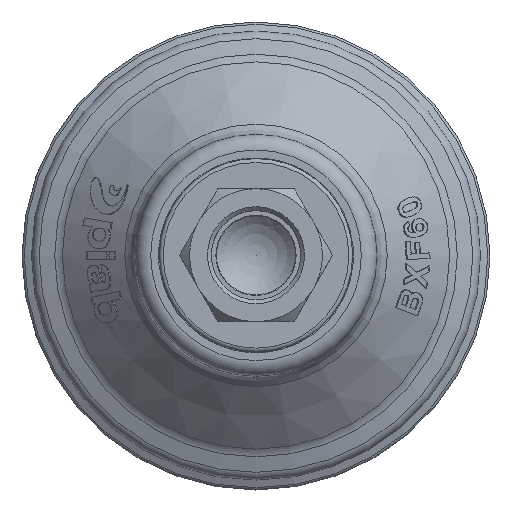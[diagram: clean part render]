
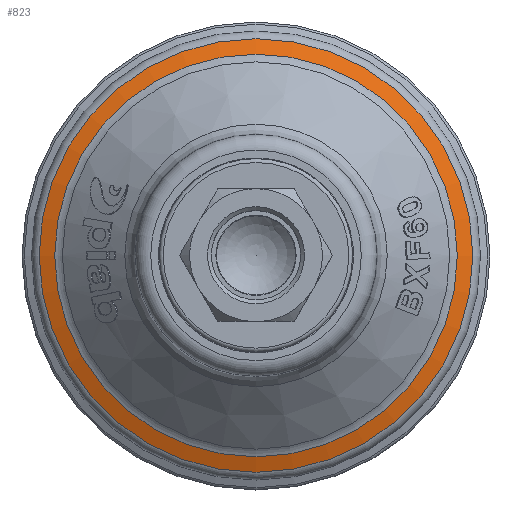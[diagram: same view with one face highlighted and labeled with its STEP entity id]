
A CAD part, top view. The second image highlights one B-rep face of the part: STEP entity #823.
In plain terms, the highlighted conical face has half-angle 70 degrees and reference radius 25.263 mm.
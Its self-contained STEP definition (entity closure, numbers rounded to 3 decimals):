
#823 = ADVANCED_FACE( '', ( #1872, #1873 ), #1874, .T. );
#1872 = FACE_BOUND( '', #5022, .T. );
#1873 = FACE_OUTER_BOUND( '', #5023, .T. );
#1874 = CONICAL_SURFACE( '', #5024, 25.263, 1.222 );
#5022 = EDGE_LOOP( '', ( #9732 ) );
#5023 = EDGE_LOOP( '', ( #9733 ) );
#5024 = AXIS2_PLACEMENT_3D( '', #9734, #9735, #9736 );
#9732 = ORIENTED_EDGE( '', *, *, #12152, .T. );
#9733 = ORIENTED_EDGE( '', *, *, #12153, .T. );
#9734 = CARTESIAN_POINT( '', ( 0., 0., 36.246 ) );
#9735 = DIRECTION( '', ( 0., 0., -1. ) );
#9736 = DIRECTION( '', ( -1., 0., 0. ) );
#12152 = EDGE_CURVE( '', #13888, #13888, #13889, .F. );
#12153 = EDGE_CURVE( '', #13890, #13890, #13891, .T. );
#13888 = VERTEX_POINT( '', #18030 );
#13889 = CIRCLE( '', #18031, 25.811 );
#13890 = VERTEX_POINT( '', #18032 );
#13891 = CIRCLE( '', #18033, 27.801 );
#18030 = CARTESIAN_POINT( '', ( 25.811, 0., 36.047 ) );
#18031 = AXIS2_PLACEMENT_3D( '', #20901, #20902, #20903 );
#18032 = CARTESIAN_POINT( '', ( 27.801, 0., 35.322 ) );
#18033 = AXIS2_PLACEMENT_3D( '', #20904, #20905, #20906 );
#20901 = CARTESIAN_POINT( '', ( 0., 0., 36.047 ) );
#20902 = DIRECTION( '', ( 0., 0., 1. ) );
#20903 = DIRECTION( '', ( 1., 0., 0. ) );
#20904 = CARTESIAN_POINT( '', ( 0., 0., 35.322 ) );
#20905 = DIRECTION( '', ( 0., 0., 1. ) );
#20906 = DIRECTION( '', ( 1., 0., 0. ) );
